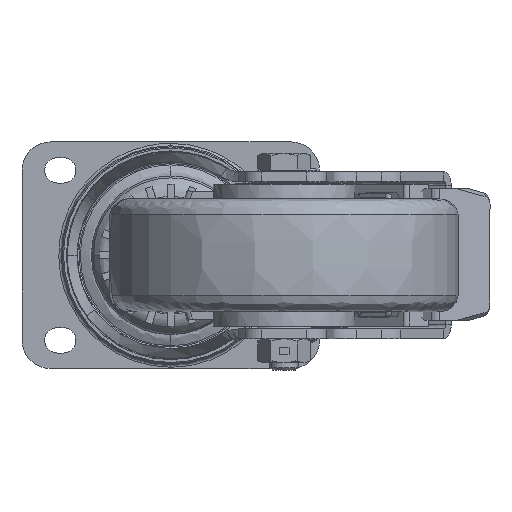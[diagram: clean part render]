
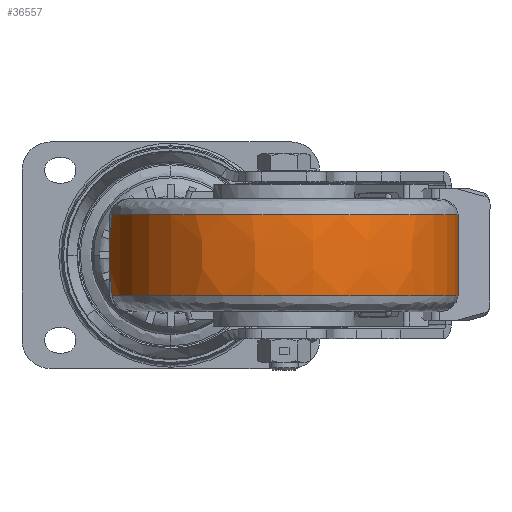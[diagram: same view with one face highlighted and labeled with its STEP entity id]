
A CAD part, front view. The second image highlights one B-rep face of the part: STEP entity #36557.
In plain terms, the highlighted free-form (B-spline) face has degree [3, 3] with [4, 4] control points.
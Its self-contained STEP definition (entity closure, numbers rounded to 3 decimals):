
#542 = AXIS2_PLACEMENT_3D ( 'NONE', #3246, #20700, #34684 ) ;
#1846 = EDGE_LOOP ( 'NONE', ( #35461, #20939, #12246, #3537 ) ) ;
#1916 = DIRECTION ( 'NONE',  ( 0.987, 0.163, 0. ) ) ;
#2232 = DIRECTION ( 'NONE',  ( -0.163, 0.987, 0. ) ) ;
#2374 = CARTESIAN_POINT ( 'NONE',  ( -20.647, -102.505, -14.337 ) ) ;
#3246 = CARTESIAN_POINT ( 'NONE',  ( 40., -92.5, 14.337 ) ) ;
#3537 = ORIENTED_EDGE ( 'NONE', *, *, #29917, .F. ) ;
#4767 = EDGE_CURVE ( 'NONE', #37930, #36695, #42297, .T. ) ;
#5211 = CARTESIAN_POINT ( 'NONE',  ( -22.009, -102.73, 4.812 ) ) ;
#6786 =( BOUNDED_SURFACE ( )  B_SPLINE_SURFACE ( 3, 3, ( 
 ( #28681, #24541, #17861, #31870 ),
 ( #25245, #14904, #29772, #15108 ),
 ( #18765, #8426, #35768, #5211 ),
 ( #32321, #21784, #15333, #39687 ) ),
 .UNSPECIFIED., .F., .F., .F. ) 
 B_SPLINE_SURFACE_WITH_KNOTS ( ( 4, 4 ),
 ( 4, 4 ),
 ( 0., 1. ),
 ( 0., 1. ),
 .UNSPECIFIED. ) 
 GEOMETRIC_REPRESENTATION_ITEM ( )  RATIONAL_B_SPLINE_SURFACE ( (
 ( 1., 0.333, 0.333, 1.),
 ( 0.993, 0.331, 0.331, 0.993),
 ( 0.993, 0.331, 0.331, 0.993),
 ( 1., 0.333, 0.333, 1.) ) ) 
 REPRESENTATION_ITEM ( '' )  SURFACE ( )  );
#8426 = CARTESIAN_POINT ( 'NONE',  ( 122.468, -206.288, 4.812 ) ) ;
#9068 = VERTEX_POINT ( 'NONE', #13716 ) ;
#12246 = ORIENTED_EDGE ( 'NONE', *, *, #4767, .T. ) ;
#13716 = CARTESIAN_POINT ( 'NONE',  ( 100.647, -82.495, -14.337 ) ) ;
#14675 = FACE_OUTER_BOUND ( 'NONE', #1846, .T. ) ;
#14904 = CARTESIAN_POINT ( 'NONE',  ( 122.468, -206.288, -4.812 ) ) ;
#15108 = CARTESIAN_POINT ( 'NONE',  ( -22.009, -102.73, -4.812 ) ) ;
#15333 = CARTESIAN_POINT ( 'NONE',  ( -0.637, -223.799, 14.337 ) ) ;
#15500 = AXIS2_PLACEMENT_3D ( 'NONE', #16587, #27415, #30608 ) ;
#16003 = CARTESIAN_POINT ( 'NONE',  ( 77., -86.396, 0. ) ) ;
#16258 = EDGE_CURVE ( 'NONE', #9068, #37930, #44085, .T. ) ;
#16587 = CARTESIAN_POINT ( 'NONE',  ( 40., -92.5, -14.337 ) ) ;
#17861 = CARTESIAN_POINT ( 'NONE',  ( -0.637, -223.799, -14.337 ) ) ;
#17968 = CIRCLE ( 'NONE', #34823, 100. ) ;
#18765 = CARTESIAN_POINT ( 'NONE',  ( 102.009, -82.27, 4.812 ) ) ;
#20700 = DIRECTION ( 'NONE',  ( 0., 0., -1. ) ) ;
#20939 = ORIENTED_EDGE ( 'NONE', *, *, #16258, .T. ) ;
#21784 = CARTESIAN_POINT ( 'NONE',  ( 120.657, -203.789, 14.337 ) ) ;
#22646 = EDGE_CURVE ( 'NONE', #35896, #9068, #23531, .T. ) ;
#23531 = CIRCLE ( 'NONE', #15500, 61.467 ) ;
#24541 = CARTESIAN_POINT ( 'NONE',  ( 120.657, -203.789, -14.337 ) ) ;
#25245 = CARTESIAN_POINT ( 'NONE',  ( 102.009, -82.27, -4.812 ) ) ;
#27415 = DIRECTION ( 'NONE',  ( 0., 0., 1. ) ) ;
#28681 = CARTESIAN_POINT ( 'NONE',  ( 100.647, -82.495, -14.337 ) ) ;
#29772 = CARTESIAN_POINT ( 'NONE',  ( -1.55, -226.747, -4.812 ) ) ;
#29917 = EDGE_CURVE ( 'NONE', #35896, #36695, #17968, .T. ) ;
#30608 = DIRECTION ( 'NONE',  ( -0.987, -0.163, 0. ) ) ;
#31870 = CARTESIAN_POINT ( 'NONE',  ( -20.647, -102.505, -14.337 ) ) ;
#32321 = CARTESIAN_POINT ( 'NONE',  ( 100.647, -82.495, 14.337 ) ) ;
#33220 = DIRECTION ( 'NONE',  ( -0.987, -0.163, 0. ) ) ;
#33354 = CARTESIAN_POINT ( 'NONE',  ( 3., -98.604, 0. ) ) ;
#33410 = CARTESIAN_POINT ( 'NONE',  ( -20.647, -102.505, 14.337 ) ) ;
#34684 = DIRECTION ( 'NONE',  ( -0.987, -0.163, 0. ) ) ;
#34823 = AXIS2_PLACEMENT_3D ( 'NONE', #16003, #2232, #33220 ) ;
#35461 = ORIENTED_EDGE ( 'NONE', *, *, #22646, .T. ) ;
#35768 = CARTESIAN_POINT ( 'NONE',  ( -1.55, -226.747, 4.812 ) ) ;
#35896 = VERTEX_POINT ( 'NONE', #2374 ) ;
#36557 = ADVANCED_FACE ( 'NONE', ( #14675 ), #6786, .T. ) ;
#36695 = VERTEX_POINT ( 'NONE', #33410 ) ;
#37930 = VERTEX_POINT ( 'NONE', #44701 ) ;
#39687 = CARTESIAN_POINT ( 'NONE',  ( -20.647, -102.505, 14.337 ) ) ;
#40402 = AXIS2_PLACEMENT_3D ( 'NONE', #33354, #44188, #1916 ) ;
#42297 = CIRCLE ( 'NONE', #542, 61.467 ) ;
#44085 = CIRCLE ( 'NONE', #40402, 100. ) ;
#44188 = DIRECTION ( 'NONE',  ( 0.163, -0.987, 0. ) ) ;
#44701 = CARTESIAN_POINT ( 'NONE',  ( 100.647, -82.495, 14.337 ) ) ;
